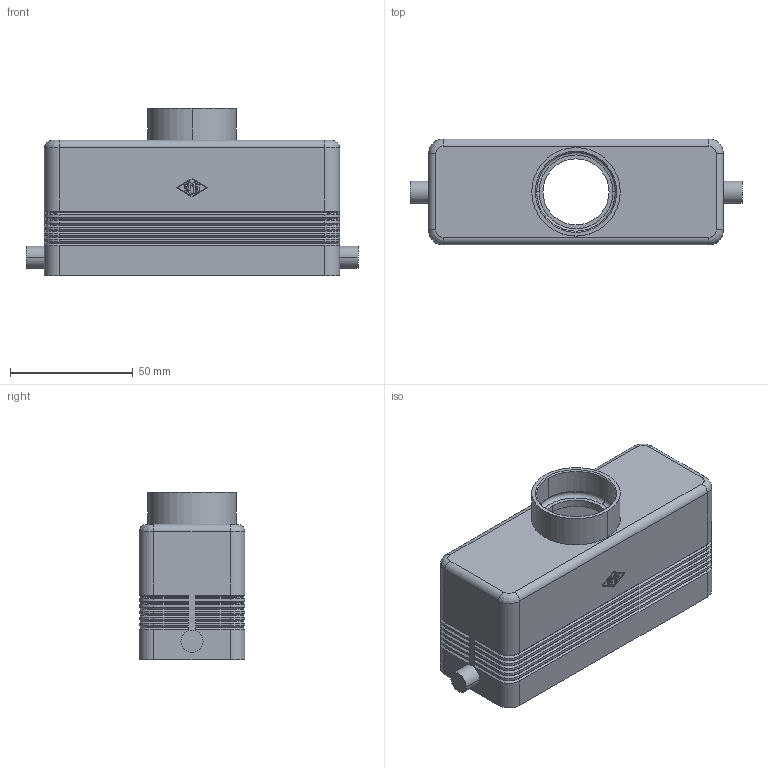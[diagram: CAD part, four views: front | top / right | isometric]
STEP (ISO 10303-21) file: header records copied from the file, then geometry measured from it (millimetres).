
FILE_DESCRIPTION(('Creo Elements/Direct Modeling STEP Export'),'2;1');
FILE_NAME('0ln7tug4dn563ba3184','2017-11-14T10:24:26',(''),(''),'PTC Creo Elements/Direct Modeling STEP processor for AP214 (Solid Model)','PTC Creo Elements/Direct Modeling 19.0E 27-Jun-2016 (C) Parametric Technology GmbH','');
FILE_SCHEMA(('AUTOMOTIVE_DESIGN { 1 0 10303 214 1 1 1 1 }'));
Length unit declared in the file: millimetre
Products named in the file (1): RHV_24_L32
Bounding box: 135 x 43 x 68 mm (x, y, z)
Volume: 75981.5 mm3; surface area: 46909.2 mm2
Topology: 1 solids, 1 shells, 388 faces, 908 edges, 533 vertices
Faces by surface type: plane 220, cylinder 104, cone 58, bspline 4, torus 2
Entity records: 10712 total; most frequent: CARTESIAN_POINT 1923, DIRECTION 1825, ORIENTED_EDGE 1800, EDGE_CURVE 900, VECTOR 675, LINE 675, AXIS2_PLACEMENT_3D 575, VERTEX_POINT 533
